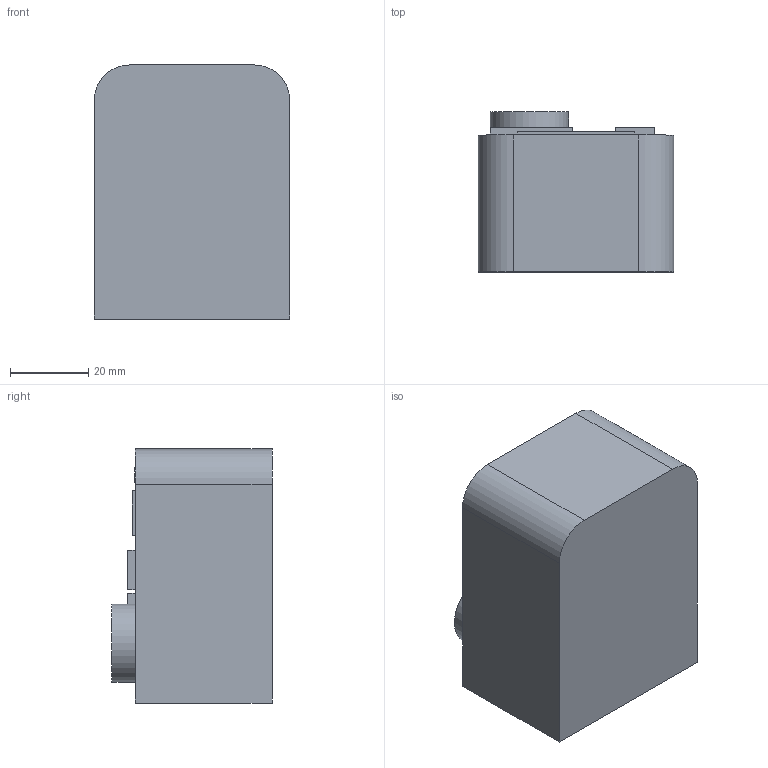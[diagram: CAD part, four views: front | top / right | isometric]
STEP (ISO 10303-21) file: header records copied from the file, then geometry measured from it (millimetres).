
FILE_DESCRIPTION(/* description */ (''),/* implementation_level */ '2;1');
FILE_NAME(/* name */ 'focus_clock.step',/* time_stamp */ '2026-01-05T08:12:37-07:00',/* author */ (''),/* organization */ (''),/* preprocessor_version */ 'ST-DEVELOPER v20.1',/* originating_system */ 'Autodesk Translation Framework v14.21.0.0',/* authorisation */ '');
FILE_SCHEMA (('AUTOMOTIVE_DESIGN { 1 0 10303 214 3 1 1 }'));
Length unit declared in the file: millimetre
Products named in the file (19): 2026-01-04-00-55-20-866; 2026-01-04-17-23-16-776; 2026-01-04-17-23-16-776_1; 2026-01-04-17-23-16-776_2; 2026-01-04-17-41-04-882; 2026-01-04-17-41-08-938; 2026-01-04-17-41-11-668; 2026-01-04-18-22-38-970; 2026-01-04-18-22-38-971; 2026-01-04-18-22-38-971_1; 2026-01-04-18-22-38-972; 2026-01-04-18-22-38-972_1; 2026-01-04-18-22-38-972_2; 2026-01-04-18-29-11-401; 2026-01-04-18-29-11-401_1; 2026-01-04-18-29-11-401_2; 2026-01-04-18-29-11-401_3; 2026-01-04-18-29-11-401_4; 2026-01-04-18-29-11-401_5
Assembly tree (43 placements, depth 3):
  2026-01-04-00-55-20-866
    2026-01-04-17-23-16-776
      2026-01-04-17-23-16-776_2  x4
      2026-01-04-17-23-16-776_1
    2026-01-04-17-41-04-882
    2026-01-04-17-41-08-938
    2026-01-04-17-41-11-668
    2026-01-04-18-22-38-970
      2026-01-04-18-22-38-971
      2026-01-04-18-22-38-971_1
      2026-01-04-18-22-38-972_1  x4
      2026-01-04-18-22-38-972_2  x5
      2026-01-04-18-22-38-972
    2026-01-04-18-29-11-401
      2026-01-04-18-29-11-401_3
      2026-01-04-18-29-11-401_4
      2026-01-04-18-29-11-401_5  x4
    2026-01-04-18-29-11-401_1
      2026-01-04-18-29-11-401_3
      2026-01-04-18-29-11-401_4
      2026-01-04-18-29-11-401_5  x4
    2026-01-04-18-29-11-401_2
      2026-01-04-18-29-11-401_3
      2026-01-04-18-29-11-401_4
      2026-01-04-18-29-11-401_5  x4
Bounding box: 50 x 41 x 65 mm (x, y, z)
Volume: 51007.6 mm3; surface area: 31362.1 mm2
Topology: 48 solids, 48 shells, 963 faces, 2411 edges, 1599 vertices
Faces by surface type: plane 626, bspline 183, cylinder 153, cone 1
Full cylindrical faces by diameter (mm): 0.5 x24, 1 x12, 2.972 x1, 2.997 x1, 3.5 x9, 5.969 x1, 6.3 x1, 6.909 x1, 9.652 x1, 20 x1
Entity records: 22910 total; most frequent: CARTESIAN_POINT 6611, ORIENTED_EDGE 3446, DIRECTION 2682, EDGE_CURVE 1723, LINE 1198, VECTOR 1198, VERTEX_POINT 1143, EDGE_LOOP 746
